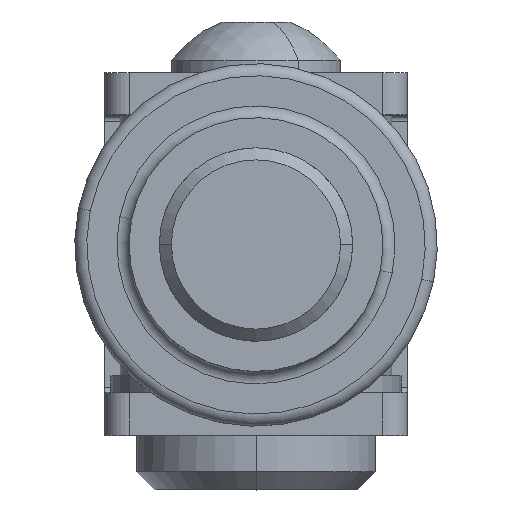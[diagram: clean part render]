
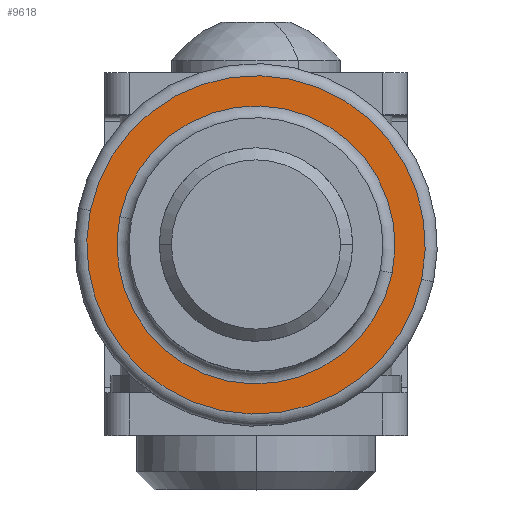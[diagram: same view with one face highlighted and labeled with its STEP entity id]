
A CAD part, top view. The second image highlights one B-rep face of the part: STEP entity #9618.
In plain terms, the highlighted face is planar.
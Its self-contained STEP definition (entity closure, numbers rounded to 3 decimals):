
#204 = CARTESIAN_POINT ( 'NONE',  ( 0., 4.5, -14. ) ) ;
#752 = VERTEX_POINT ( 'NONE', #14756 ) ;
#1218 = AXIS2_PLACEMENT_3D ( 'NONE', #1585, #11007, #4314 ) ;
#1585 = CARTESIAN_POINT ( 'NONE',  ( 0., 4.5, 0. ) ) ;
#1869 = FACE_OUTER_BOUND ( 'NONE', #2541, .T. ) ;
#2422 = CARTESIAN_POINT ( 'NONE',  ( 0., 4.5, 11.5 ) ) ;
#2541 = EDGE_LOOP ( 'NONE', ( #8072, #14786 ) ) ;
#2706 = DIRECTION ( 'NONE',  ( 0., 1., 0. ) ) ;
#2871 = DIRECTION ( 'NONE',  ( 0., -1., 0. ) ) ;
#3145 = CIRCLE ( 'NONE', #12190, 11.5 ) ;
#3641 = CARTESIAN_POINT ( 'NONE',  ( 0., 4.5, 0. ) ) ;
#4239 = DIRECTION ( 'NONE',  ( 0., 0., 1. ) ) ;
#4314 = DIRECTION ( 'NONE',  ( 0., 0., 1. ) ) ;
#4415 = CIRCLE ( 'NONE', #1218, 14. ) ;
#4990 = CARTESIAN_POINT ( 'NONE',  ( 0., 4.5, 0. ) ) ;
#5063 = VERTEX_POINT ( 'NONE', #6705 ) ;
#5156 = EDGE_CURVE ( 'NONE', #14606, #752, #17066, .T. ) ;
#5428 = DIRECTION ( 'NONE',  ( 0., 1., 0. ) ) ;
#5746 = ORIENTED_EDGE ( 'NONE', *, *, #5156, .T. ) ;
#6705 = CARTESIAN_POINT ( 'NONE',  ( 0., 4.5, 14. ) ) ;
#6833 = DIRECTION ( 'NONE',  ( 0., 0., 1. ) ) ;
#6940 = CARTESIAN_POINT ( 'NONE',  ( 0., 4.5, 0. ) ) ;
#8072 = ORIENTED_EDGE ( 'NONE', *, *, #8776, .T. ) ;
#8776 = EDGE_CURVE ( 'NONE', #5063, #11005, #16412, .T. ) ;
#8982 = EDGE_LOOP ( 'NONE', ( #5746, #10228 ) ) ;
#9028 = DIRECTION ( 'NONE',  ( 0., -1., 0. ) ) ;
#9429 = PLANE ( 'NONE',  #11572 ) ;
#9618 = ADVANCED_FACE ( 'NONE', ( #1869, #14941 ), #9429, .T. ) ;
#10228 = ORIENTED_EDGE ( 'NONE', *, *, #15351, .T. ) ;
#11005 = VERTEX_POINT ( 'NONE', #204 ) ;
#11007 = DIRECTION ( 'NONE',  ( 0., 1., 0. ) ) ;
#11032 = EDGE_CURVE ( 'NONE', #11005, #5063, #4415, .T. ) ;
#11572 = AXIS2_PLACEMENT_3D ( 'NONE', #16001, #2706, #15898 ) ;
#12190 = AXIS2_PLACEMENT_3D ( 'NONE', #6940, #2871, #4239 ) ;
#12375 = AXIS2_PLACEMENT_3D ( 'NONE', #3641, #5428, #6833 ) ;
#12577 = AXIS2_PLACEMENT_3D ( 'NONE', #4990, #9028, #15738 ) ;
#14606 = VERTEX_POINT ( 'NONE', #2422 ) ;
#14756 = CARTESIAN_POINT ( 'NONE',  ( 0., 4.5, -11.5 ) ) ;
#14786 = ORIENTED_EDGE ( 'NONE', *, *, #11032, .T. ) ;
#14941 = FACE_BOUND ( 'NONE', #8982, .T. ) ;
#15351 = EDGE_CURVE ( 'NONE', #752, #14606, #3145, .T. ) ;
#15738 = DIRECTION ( 'NONE',  ( 0., 0., 1. ) ) ;
#15898 = DIRECTION ( 'NONE',  ( 0., 0., 1. ) ) ;
#16001 = CARTESIAN_POINT ( 'NONE',  ( 15., 4.5, 0. ) ) ;
#16412 = CIRCLE ( 'NONE', #12375, 14. ) ;
#17066 = CIRCLE ( 'NONE', #12577, 11.5 ) ;
